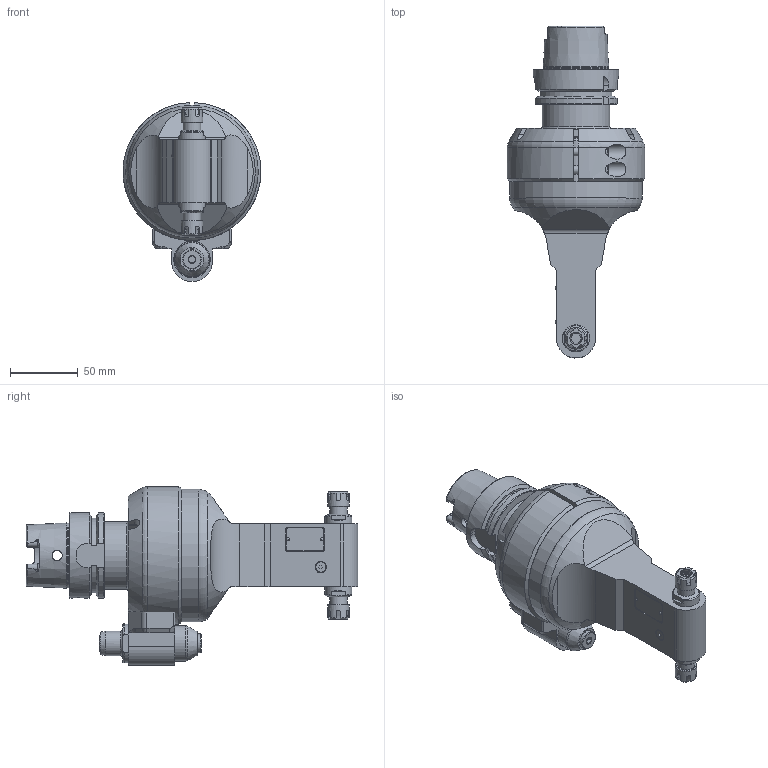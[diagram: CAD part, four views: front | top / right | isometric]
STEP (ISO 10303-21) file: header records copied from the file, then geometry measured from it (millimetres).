
FILE_DESCRIPTION(/* description */ (''),/* implementation_level */ '2;1');
FILE_NAME(/* name */ '9.F90.0700D-1H63.stp',/* time_stamp */ '2025-06-24T13:58:14-04:00',/* author */ ('jkrenzer'),/* organization */ (''),/* preprocessor_version */ 'ST-DEVELOPER v18.1',/* originating_system */ 'Autodesk Inventor 2022',/* authorisation */ '');
FILE_SCHEMA (('AUTOMOTIVE_DESIGN { 1 0 10303 214 3 1 1 }'));
Length unit declared in the file: millimetre
Products named in the file (3): 9.F90.0700D-1H63; 9_F90_07000_2U; 9_GA1_566_2   (EVO, Type 1, H63A, 65mm)
Assembly tree (2 placements, depth 2):
  9.F90.0700D-1H63
    9_F90_07000_2U
    9_GA1_566_2   (EVO, Type 1, H63A, 65mm)
Bounding box: 101.99 x 245.44 x 132.23 mm (x, y, z)
Volume: 804800.2 mm3; surface area: 145348.5 mm2
Topology: 5 solids, 5 shells, 603 faces, 1550 edges, 1005 vertices
Faces by surface type: plane 288, cylinder 164, cone 114, torus 29, bspline 6, sphere 2
Full cylindrical faces by diameter (mm): 2.5 x3, 2.6 x2, 3 x2, 4.2 x2, 5 x2, 6 x4, 6.5 x1, 7 x1, 7.5 x5, 8 x2, 8.5 x21, 9 x2, 10 x5, 10.4 x2, 10.5 x2, 11 x1, 11.6 x2, 12 x3, 12.25 x2, 12.5 x2, 13 x2, 13.5 x2, 14 x1, 16 x2, 18 x2, 20 x3, 26 x1, 27 x1, 34 x2, 40 x1
Entity records: 48986 total; most frequent: CARTESIAN_POINT 34538, ORIENTED_EDGE 3034, DIRECTION 2951, EDGE_CURVE 1517, AXIS2_PLACEMENT_3D 1120, VERTEX_POINT 1005, LINE 711, VECTOR 711
